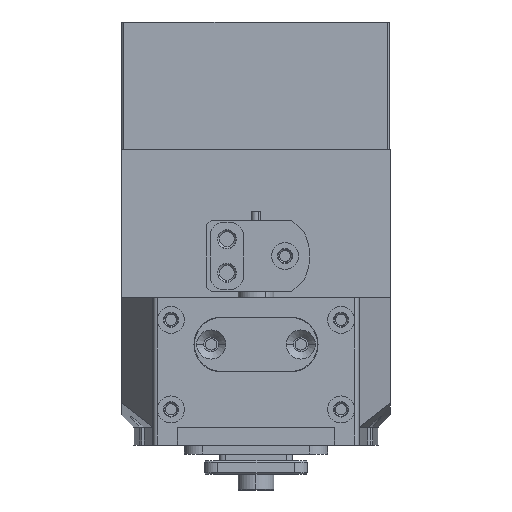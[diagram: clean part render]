
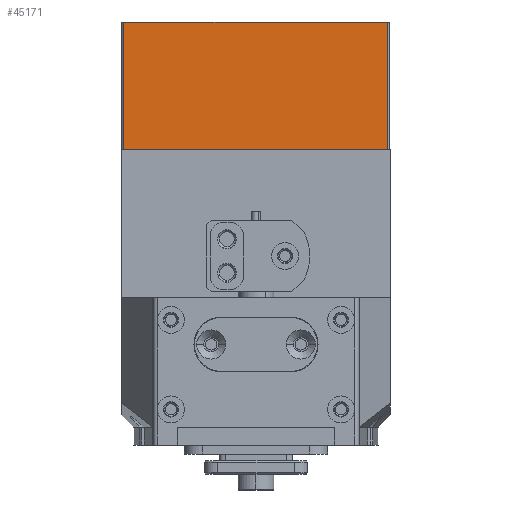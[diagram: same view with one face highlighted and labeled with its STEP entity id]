
A CAD part, left-side view. The second image highlights one B-rep face of the part: STEP entity #45171.
In plain terms, the highlighted planar face has unit normal (-1, 0, 0).
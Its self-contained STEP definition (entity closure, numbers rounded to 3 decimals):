
#14 = DIRECTION ( 'NONE',  ( 1., 0., 0. ) ) ;
#2010 = LINE ( 'NONE', #28300, #44261 ) ;
#4591 = FACE_OUTER_BOUND ( 'NONE', #15267, .T. ) ;
#6367 = CARTESIAN_POINT ( 'NONE',  ( -58.28, 36.186, 183.641 ) ) ;
#9569 = ORIENTED_EDGE ( 'NONE', *, *, #40985, .T. ) ;
#10356 = LINE ( 'NONE', #6367, #28991 ) ;
#14427 = CARTESIAN_POINT ( 'NONE',  ( -58.28, -22.614, 155.241 ) ) ;
#15267 = EDGE_LOOP ( 'NONE', ( #9569, #29286, #25555, #51379 ) ) ;
#16152 = PLANE ( 'NONE',  #41584 ) ;
#17033 = VECTOR ( 'NONE', #24999, 1000. ) ;
#18351 = DIRECTION ( 'NONE',  ( 0., 0., -1. ) ) ;
#23472 = EDGE_CURVE ( 'NONE', #23549, #24764, #10356, .T. ) ;
#23549 = VERTEX_POINT ( 'NONE', #38971 ) ;
#23614 = VERTEX_POINT ( 'NONE', #42978 ) ;
#24606 = DIRECTION ( 'NONE',  ( 0., 0., 1. ) ) ;
#24764 = VERTEX_POINT ( 'NONE', #36405 ) ;
#24999 = DIRECTION ( 'NONE',  ( 0., -1., 0. ) ) ;
#25555 = ORIENTED_EDGE ( 'NONE', *, *, #40176, .F. ) ;
#25941 = VERTEX_POINT ( 'NONE', #14427 ) ;
#27390 = EDGE_CURVE ( 'NONE', #25941, #23614, #2010, .T. ) ;
#28300 = CARTESIAN_POINT ( 'NONE',  ( -58.28, -22.614, 183.641 ) ) ;
#28991 = VECTOR ( 'NONE', #18351, 1000. ) ;
#29286 = ORIENTED_EDGE ( 'NONE', *, *, #27390, .T. ) ;
#31355 = DIRECTION ( 'NONE',  ( 0., -1., 0. ) ) ;
#32460 = DIRECTION ( 'NONE',  ( 0., -1., 0. ) ) ;
#34924 = VECTOR ( 'NONE', #31355, 1000. ) ;
#36405 = CARTESIAN_POINT ( 'NONE',  ( -58.28, 36.186, 155.241 ) ) ;
#38971 = CARTESIAN_POINT ( 'NONE',  ( -58.28, 36.186, 183.641 ) ) ;
#40176 = EDGE_CURVE ( 'NONE', #23549, #23614, #48050, .T. ) ;
#40985 = EDGE_CURVE ( 'NONE', #24764, #25941, #48597, .T. ) ;
#41584 = AXIS2_PLACEMENT_3D ( 'NONE', #43909, #14, #32460 ) ;
#42978 = CARTESIAN_POINT ( 'NONE',  ( -58.28, -22.614, 183.641 ) ) ;
#43909 = CARTESIAN_POINT ( 'NONE',  ( -58.28, 36.686, 183.641 ) ) ;
#44261 = VECTOR ( 'NONE', #24606, 1000. ) ;
#45138 = CARTESIAN_POINT ( 'NONE',  ( -58.28, 36.686, 183.641 ) ) ;
#45171 = ADVANCED_FACE ( 'NONE', ( #4591 ), #16152, .F. ) ;
#46441 = CARTESIAN_POINT ( 'NONE',  ( -58.28, 36.686, 155.241 ) ) ;
#48050 = LINE ( 'NONE', #45138, #17033 ) ;
#48597 = LINE ( 'NONE', #46441, #34924 ) ;
#51379 = ORIENTED_EDGE ( 'NONE', *, *, #23472, .T. ) ;
